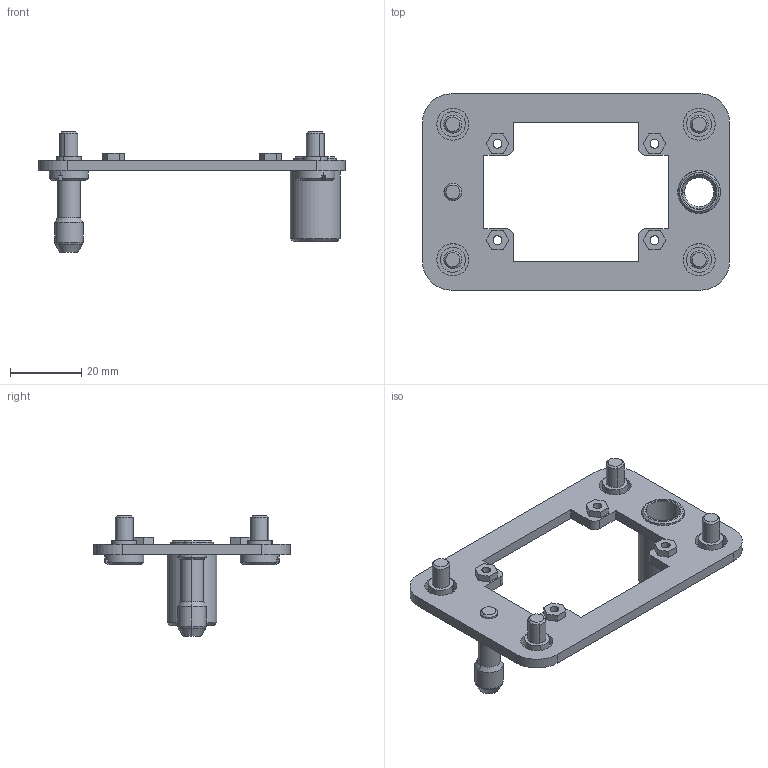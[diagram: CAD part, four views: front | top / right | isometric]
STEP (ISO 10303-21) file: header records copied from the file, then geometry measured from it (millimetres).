
FILE_DESCRIPTION(/* description */ (''),/* implementation_level */ '2;1');
FILE_NAME(/* name */ 'H6B-ADK.stp',/* time_stamp */ '2023-02-09T00:49:39+08:00',/* author */ (''),/* organization */ (''),/* preprocessor_version */ 'ST-DEVELOPER v16',/* originating_system */ 'SIEMENS PLM Software NX 10.0',/* authorisation */ '');
FILE_SCHEMA (('AUTOMOTIVE_DESIGN { 1 0 10303 214 3 1 1 1 }'));
Length unit declared in the file: millimetre
Products named in the file (1): Admi0A2C26ACrprf
Bounding box: 86 x 55 x 33.8 mm (x, y, z)
Volume: 12751.7 mm3; surface area: 11282.6 mm2
Topology: 1 solids, 1 shells, 197 faces, 472 edges, 304 vertices
Faces by surface type: plane 85, cylinder 76, cone 34, torus 2
Entity records: 5824 total; most frequent: DIRECTION 1054, CARTESIAN_POINT 1022, ORIENTED_EDGE 944, EDGE_CURVE 472, AXIS2_PLACEMENT_3D 400, VERTEX_POINT 304, LINE 254, VECTOR 254
